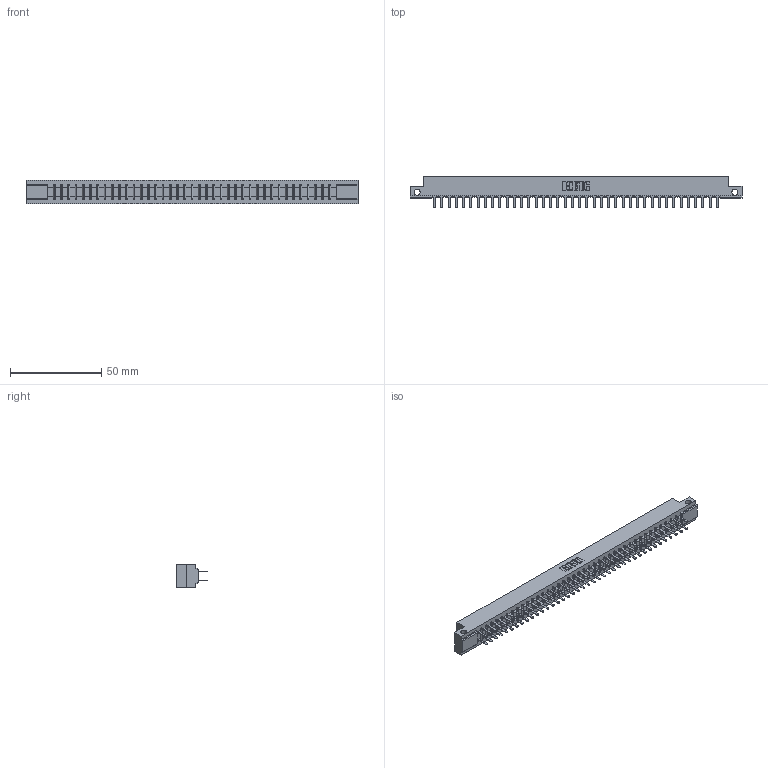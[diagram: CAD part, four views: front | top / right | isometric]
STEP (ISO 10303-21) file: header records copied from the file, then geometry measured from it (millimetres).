
FILE_DESCRIPTION (( 'STEP AP203' ), '1' );
FILE_NAME ('357-080-520-212.STEP', '2018-08-12T23:09:14', ( '' ), ( '' ), 'SwSTEP 2.0', 'SolidWorks 2016', '' );
FILE_SCHEMA (( 'CONFIG_CONTROL_DESIGN' ));
Length unit declared in the file: inch
Products named in the file (3): 307 Part_.128 Dia Side Mounting Holes; 307-290-001_520; 357-080-520-212
Assembly tree (81 placements, depth 2):
  357-080-520-212
    307 Part_.128 Dia Side Mounting Holes
    307-290-001_520  x80
Bounding box: 181.51 x 17.42 x 12.7 mm (x, y, z)
Volume: 19203.6 mm3; surface area: 23570.4 mm2
Topology: 81 solids, 81 shells, 3839 faces, 10723 edges, 6930 vertices
Faces by surface type: plane 2550, cylinder 1207, sphere 82
Entity records: 35788 total; most frequent: CARTESIAN_POINT 5852, ORIENTED_EDGE 5798, DIRECTION 5733, EDGE_CURVE 2899, LINE 2223, VECTOR 2223, VERTEX_POINT 1874, AXIS2_PLACEMENT_3D 1755
